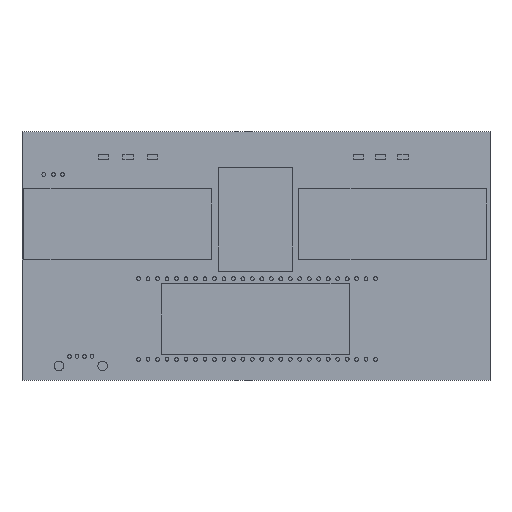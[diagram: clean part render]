
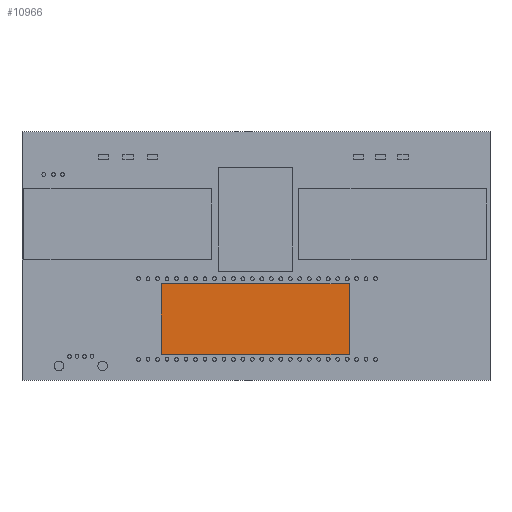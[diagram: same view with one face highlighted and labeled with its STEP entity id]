
A CAD part, top view. The second image highlights one B-rep face of the part: STEP entity #10966.
In plain terms, the highlighted planar face has unit normal (0, 0, 1).
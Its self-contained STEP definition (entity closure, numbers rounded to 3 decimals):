
#10652 = VERTEX_POINT('',#10653);
#10653 = CARTESIAN_POINT('',(0.,0.,8.));
#10660 = PLANE('',#10661);
#10661 = AXIS2_PLACEMENT_3D('',#10662,#10663,#10664);
#10662 = CARTESIAN_POINT('',(0.,0.,0.));
#10663 = DIRECTION('',(0.,1.,0.));
#10664 = DIRECTION('',(1.,0.,0.));
#10672 = PLANE('',#10673);
#10673 = AXIS2_PLACEMENT_3D('',#10674,#10675,#10676);
#10674 = CARTESIAN_POINT('',(0.,19.,0.));
#10675 = DIRECTION('',(1.,0.,0.));
#10676 = DIRECTION('',(0.,-1.,0.));
#10684 = EDGE_CURVE('',#10652,#10685,#10687,.T.);
#10685 = VERTEX_POINT('',#10686);
#10686 = CARTESIAN_POINT('',(50.3,0.,8.));
#10687 = SURFACE_CURVE('',#10688,(#10692,#10699),.PCURVE_S1.);
#10688 = LINE('',#10689,#10690);
#10689 = CARTESIAN_POINT('',(0.,0.,8.));
#10690 = VECTOR('',#10691,1.);
#10691 = DIRECTION('',(1.,0.,0.));
#10692 = PCURVE('',#10660,#10693);
#10693 = DEFINITIONAL_REPRESENTATION('',(#10694),#10698);
#10694 = LINE('',#10695,#10696);
#10695 = CARTESIAN_POINT('',(0.,-8.));
#10696 = VECTOR('',#10697,1.);
#10697 = DIRECTION('',(1.,0.));
#10698 = ( GEOMETRIC_REPRESENTATION_CONTEXT(2) 
PARAMETRIC_REPRESENTATION_CONTEXT() REPRESENTATION_CONTEXT('2D SPACE',''
  ) );
#10699 = PCURVE('',#10700,#10705);
#10700 = PLANE('',#10701);
#10701 = AXIS2_PLACEMENT_3D('',#10702,#10703,#10704);
#10702 = CARTESIAN_POINT('',(0.,0.,8.));
#10703 = DIRECTION('',(0.,0.,-1.));
#10704 = DIRECTION('',(-1.,0.,0.));
#10705 = DEFINITIONAL_REPRESENTATION('',(#10706),#10710);
#10706 = LINE('',#10707,#10708);
#10707 = CARTESIAN_POINT('',(0.,0.));
#10708 = VECTOR('',#10709,1.);
#10709 = DIRECTION('',(-1.,0.));
#10710 = ( GEOMETRIC_REPRESENTATION_CONTEXT(2) 
PARAMETRIC_REPRESENTATION_CONTEXT() REPRESENTATION_CONTEXT('2D SPACE',''
  ) );
#10728 = PLANE('',#10729);
#10729 = AXIS2_PLACEMENT_3D('',#10730,#10731,#10732);
#10730 = CARTESIAN_POINT('',(50.3,0.,0.));
#10731 = DIRECTION('',(-1.,0.,0.));
#10732 = DIRECTION('',(0.,1.,0.));
#10770 = EDGE_CURVE('',#10685,#10771,#10773,.T.);
#10771 = VERTEX_POINT('',#10772);
#10772 = CARTESIAN_POINT('',(50.3,19.,8.));
#10773 = SURFACE_CURVE('',#10774,(#10778,#10785),.PCURVE_S1.);
#10774 = LINE('',#10775,#10776);
#10775 = CARTESIAN_POINT('',(50.3,0.,8.));
#10776 = VECTOR('',#10777,1.);
#10777 = DIRECTION('',(0.,1.,0.));
#10778 = PCURVE('',#10728,#10779);
#10779 = DEFINITIONAL_REPRESENTATION('',(#10780),#10784);
#10780 = LINE('',#10781,#10782);
#10781 = CARTESIAN_POINT('',(0.,-8.));
#10782 = VECTOR('',#10783,1.);
#10783 = DIRECTION('',(1.,0.));
#10784 = ( GEOMETRIC_REPRESENTATION_CONTEXT(2) 
PARAMETRIC_REPRESENTATION_CONTEXT() REPRESENTATION_CONTEXT('2D SPACE',''
  ) );
#10785 = PCURVE('',#10700,#10786);
#10786 = DEFINITIONAL_REPRESENTATION('',(#10787),#10791);
#10787 = LINE('',#10788,#10789);
#10788 = CARTESIAN_POINT('',(-50.3,0.));
#10789 = VECTOR('',#10790,1.);
#10790 = DIRECTION('',(0.,1.));
#10791 = ( GEOMETRIC_REPRESENTATION_CONTEXT(2) 
PARAMETRIC_REPRESENTATION_CONTEXT() REPRESENTATION_CONTEXT('2D SPACE',''
  ) );
#10809 = PLANE('',#10810);
#10810 = AXIS2_PLACEMENT_3D('',#10811,#10812,#10813);
#10811 = CARTESIAN_POINT('',(50.3,19.,0.));
#10812 = DIRECTION('',(0.,-1.,0.));
#10813 = DIRECTION('',(-1.,0.,0.));
#10846 = EDGE_CURVE('',#10771,#10847,#10849,.T.);
#10847 = VERTEX_POINT('',#10848);
#10848 = CARTESIAN_POINT('',(0.,19.,8.));
#10849 = SURFACE_CURVE('',#10850,(#10854,#10861),.PCURVE_S1.);
#10850 = LINE('',#10851,#10852);
#10851 = CARTESIAN_POINT('',(50.3,19.,8.));
#10852 = VECTOR('',#10853,1.);
#10853 = DIRECTION('',(-1.,0.,0.));
#10854 = PCURVE('',#10809,#10855);
#10855 = DEFINITIONAL_REPRESENTATION('',(#10856),#10860);
#10856 = LINE('',#10857,#10858);
#10857 = CARTESIAN_POINT('',(0.,-8.));
#10858 = VECTOR('',#10859,1.);
#10859 = DIRECTION('',(1.,0.));
#10860 = ( GEOMETRIC_REPRESENTATION_CONTEXT(2) 
PARAMETRIC_REPRESENTATION_CONTEXT() REPRESENTATION_CONTEXT('2D SPACE',''
  ) );
#10861 = PCURVE('',#10700,#10862);
#10862 = DEFINITIONAL_REPRESENTATION('',(#10863),#10867);
#10863 = LINE('',#10864,#10865);
#10864 = CARTESIAN_POINT('',(-50.3,19.));
#10865 = VECTOR('',#10866,1.);
#10866 = DIRECTION('',(1.,0.));
#10867 = ( GEOMETRIC_REPRESENTATION_CONTEXT(2) 
PARAMETRIC_REPRESENTATION_CONTEXT() REPRESENTATION_CONTEXT('2D SPACE',''
  ) );
#10917 = EDGE_CURVE('',#10847,#10652,#10918,.T.);
#10918 = SURFACE_CURVE('',#10919,(#10923,#10930),.PCURVE_S1.);
#10919 = LINE('',#10920,#10921);
#10920 = CARTESIAN_POINT('',(0.,19.,8.));
#10921 = VECTOR('',#10922,1.);
#10922 = DIRECTION('',(0.,-1.,0.));
#10923 = PCURVE('',#10672,#10924);
#10924 = DEFINITIONAL_REPRESENTATION('',(#10925),#10929);
#10925 = LINE('',#10926,#10927);
#10926 = CARTESIAN_POINT('',(0.,-8.));
#10927 = VECTOR('',#10928,1.);
#10928 = DIRECTION('',(1.,0.));
#10929 = ( GEOMETRIC_REPRESENTATION_CONTEXT(2) 
PARAMETRIC_REPRESENTATION_CONTEXT() REPRESENTATION_CONTEXT('2D SPACE',''
  ) );
#10930 = PCURVE('',#10700,#10931);
#10931 = DEFINITIONAL_REPRESENTATION('',(#10932),#10936);
#10932 = LINE('',#10933,#10934);
#10933 = CARTESIAN_POINT('',(0.,19.));
#10934 = VECTOR('',#10935,1.);
#10935 = DIRECTION('',(0.,-1.));
#10936 = ( GEOMETRIC_REPRESENTATION_CONTEXT(2) 
PARAMETRIC_REPRESENTATION_CONTEXT() REPRESENTATION_CONTEXT('2D SPACE',''
  ) );
#10966 = ADVANCED_FACE('',(#10967),#10700,.F.);
#10967 = FACE_BOUND('',#10968,.T.);
#10968 = EDGE_LOOP('',(#10969,#10970,#10971,#10972));
#10969 = ORIENTED_EDGE('',*,*,#10684,.T.);
#10970 = ORIENTED_EDGE('',*,*,#10770,.T.);
#10971 = ORIENTED_EDGE('',*,*,#10846,.T.);
#10972 = ORIENTED_EDGE('',*,*,#10917,.T.);
